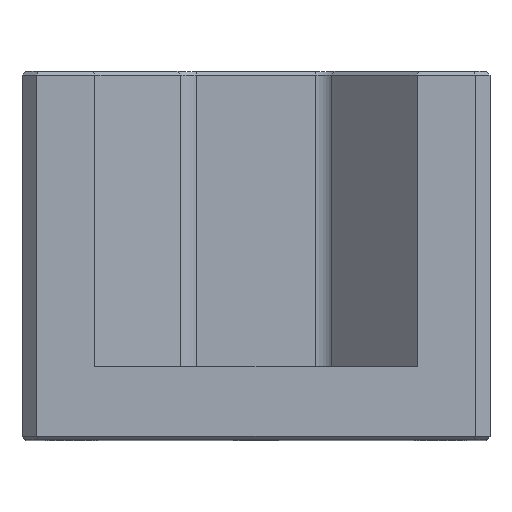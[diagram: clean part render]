
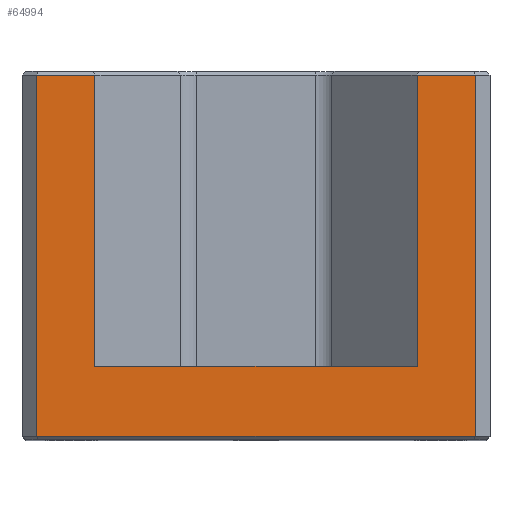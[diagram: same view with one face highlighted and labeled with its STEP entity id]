
A CAD part, top view. The second image highlights one B-rep face of the part: STEP entity #64994.
In plain terms, the highlighted planar face has unit normal (0, 0, 1).
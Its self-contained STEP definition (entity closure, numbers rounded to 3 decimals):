
#22536=DIRECTION('',(1.,0.,0.));
#22537=VECTOR('',#22536,7.899);
#22538=CARTESIAN_POINT('',(21.851,29.5,31.75));
#22539=LINE('',#22538,#22537);
#22540=DIRECTION('',(1.,0.,0.));
#22541=VECTOR('',#22540,59.5);
#22542=CARTESIAN_POINT('',(-29.75,-19.5,31.75));
#22543=LINE('',#22542,#22541);
#22544=DIRECTION('',(1.,0.,0.));
#22545=VECTOR('',#22544,7.899);
#22546=CARTESIAN_POINT('',(-29.75,29.5,31.75));
#22547=LINE('',#22546,#22545);
#22548=DIRECTION('',(0.,1.,0.));
#22549=VECTOR('',#22548,39.5);
#22550=CARTESIAN_POINT('',(-21.851,-10.,31.75));
#22551=LINE('',#22550,#22549);
#22552=DIRECTION('',(0.,1.,0.));
#22553=VECTOR('',#22552,39.5);
#22554=CARTESIAN_POINT('',(21.851,-10.,31.75));
#22555=LINE('',#22554,#22553);
#22568=DIRECTION('',(0.,1.,0.));
#22569=VECTOR('',#22568,49.);
#22570=CARTESIAN_POINT('',(29.75,-19.5,31.75));
#22571=LINE('',#22570,#22569);
#22688=DIRECTION('',(-1.,0.,0.));
#22689=VECTOR('',#22688,43.701);
#22690=CARTESIAN_POINT('',(21.851,-10.,31.75));
#22691=LINE('',#22690,#22689);
#22966=DIRECTION('',(0.,-1.,0.));
#22967=VECTOR('',#22966,49.);
#22968=CARTESIAN_POINT('',(-29.75,29.5,31.75));
#22969=LINE('',#22968,#22967);
#34651=CARTESIAN_POINT('',(-21.851,-10.,31.75));
#34652=VERTEX_POINT('',#34651);
#34653=CARTESIAN_POINT('',(21.851,-10.,31.75));
#34654=VERTEX_POINT('',#34653);
#36277=CARTESIAN_POINT('',(21.851,29.5,31.75));
#36278=CARTESIAN_POINT('',(29.75,29.5,31.75));
#36279=VERTEX_POINT('',#36277);
#36280=VERTEX_POINT('',#36278);
#36381=CARTESIAN_POINT('',(-29.75,29.5,31.75));
#36382=VERTEX_POINT('',#36381);
#36387=CARTESIAN_POINT('',(-21.851,29.5,31.75));
#36388=VERTEX_POINT('',#36387);
#36429=CARTESIAN_POINT('',(29.75,-19.5,31.75));
#36430=VERTEX_POINT('',#36429);
#36433=CARTESIAN_POINT('',(-29.75,-19.5,31.75));
#36434=VERTEX_POINT('',#36433);
#64972=CARTESIAN_POINT('',(-31.75,0.,31.75));
#64973=DIRECTION('',(0.,0.,1.));
#64974=DIRECTION('',(1.,0.,0.));
#64975=AXIS2_PLACEMENT_3D('',#64972,#64973,#64974);
#64976=PLANE('',#64975);
#64977=ORIENTED_EDGE('',*,*,#64962,.T.);
#64979=ORIENTED_EDGE('',*,*,#64978,.F.);
#64981=ORIENTED_EDGE('',*,*,#64980,.F.);
#64983=ORIENTED_EDGE('',*,*,#64982,.F.);
#64985=ORIENTED_EDGE('',*,*,#64984,.T.);
#64987=ORIENTED_EDGE('',*,*,#64986,.F.);
#64989=ORIENTED_EDGE('',*,*,#64988,.F.);
#64991=ORIENTED_EDGE('',*,*,#64990,.T.);
#64992=EDGE_LOOP('',(#64977,#64979,#64981,#64983,#64985,#64987,#64989,#64991));
#64993=FACE_OUTER_BOUND('',#64992,.F.);
#64994=ADVANCED_FACE('',(#64993),#64976,.T.);
#64962=EDGE_CURVE('',#36279,#36280,#22539,.T.);
#64978=EDGE_CURVE('',#36430,#36280,#22571,.T.);
#64980=EDGE_CURVE('',#36434,#36430,#22543,.T.);
#64982=EDGE_CURVE('',#36382,#36434,#22969,.T.);
#64984=EDGE_CURVE('',#36382,#36388,#22547,.T.);
#64986=EDGE_CURVE('',#34652,#36388,#22551,.T.);
#64988=EDGE_CURVE('',#34654,#34652,#22691,.T.);
#64990=EDGE_CURVE('',#34654,#36279,#22555,.T.);
